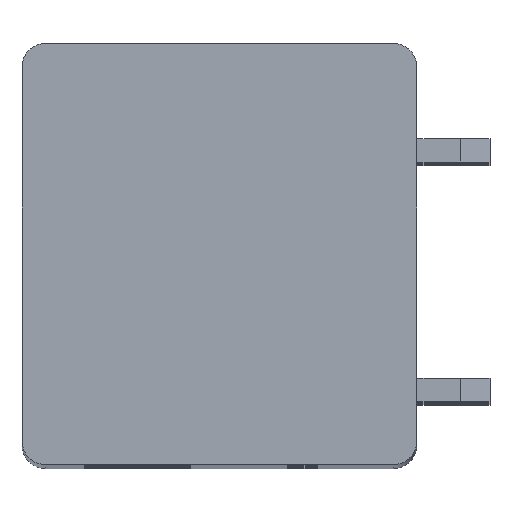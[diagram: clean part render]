
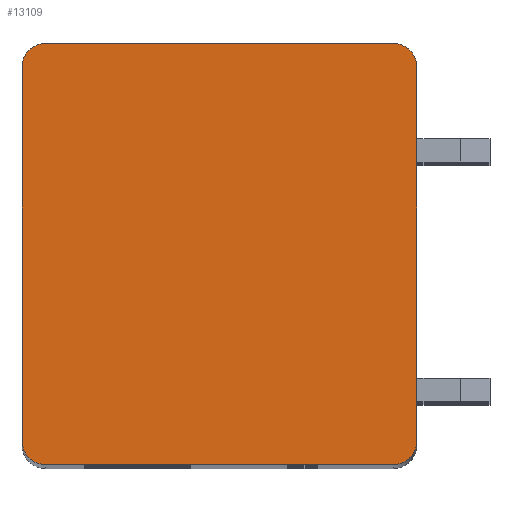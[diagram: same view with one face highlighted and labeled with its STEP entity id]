
A CAD part, top view. The second image highlights one B-rep face of the part: STEP entity #13109.
In plain terms, the highlighted planar face has unit normal (0, 0, 1).
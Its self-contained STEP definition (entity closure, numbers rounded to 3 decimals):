
#2020=CARTESIAN_POINT('',(-5.95,6.4,2.5));
#2021=DIRECTION('',(0.,0.,1.));
#2022=DIRECTION('',(0.,1.,0.));
#2023=AXIS2_PLACEMENT_3D('',#2020,#2021,#2022);
#2025=DIRECTION('',(-1.,0.,0.));
#2026=VECTOR('',#2025,11.9);
#2027=CARTESIAN_POINT('',(5.95,7.2,2.5));
#2028=LINE('',#2027,#2026);
#2029=CARTESIAN_POINT('',(5.95,6.4,2.5));
#2030=DIRECTION('',(0.,0.,1.));
#2031=DIRECTION('',(1.,0.,0.));
#2032=AXIS2_PLACEMENT_3D('',#2029,#2030,#2031);
#2034=DIRECTION('',(0.,1.,0.));
#2035=VECTOR('',#2034,12.8);
#2036=CARTESIAN_POINT('',(6.75,-6.4,2.5));
#2037=LINE('',#2036,#2035);
#2038=CARTESIAN_POINT('',(5.95,-6.4,2.5));
#2039=DIRECTION('',(0.,0.,1.));
#2040=DIRECTION('',(0.,-1.,0.));
#2041=AXIS2_PLACEMENT_3D('',#2038,#2039,#2040);
#2043=DIRECTION('',(1.,0.,0.));
#2044=VECTOR('',#2043,11.9);
#2045=CARTESIAN_POINT('',(-5.95,-7.2,2.5));
#2046=LINE('',#2045,#2044);
#2047=CARTESIAN_POINT('',(-5.95,-6.4,2.5));
#2048=DIRECTION('',(0.,0.,1.));
#2049=DIRECTION('',(-1.,0.,0.));
#2050=AXIS2_PLACEMENT_3D('',#2047,#2048,#2049);
#2052=DIRECTION('',(0.,-1.,0.));
#2053=VECTOR('',#2052,12.8);
#2054=CARTESIAN_POINT('',(-6.75,6.4,2.5));
#2055=LINE('',#2054,#2053);
#9470=CARTESIAN_POINT('',(-5.95,7.2,2.5));
#9471=VERTEX_POINT('',#9470);
#9472=CARTESIAN_POINT('',(-6.75,6.4,2.5));
#9473=VERTEX_POINT('',#9472);
#9478=CARTESIAN_POINT('',(6.75,6.4,2.5));
#9479=VERTEX_POINT('',#9478);
#9480=CARTESIAN_POINT('',(5.95,7.2,2.5));
#9481=VERTEX_POINT('',#9480);
#9486=CARTESIAN_POINT('',(-6.75,-6.4,2.5));
#9487=VERTEX_POINT('',#9486);
#9488=CARTESIAN_POINT('',(-5.95,-7.2,2.5));
#9489=VERTEX_POINT('',#9488);
#9494=CARTESIAN_POINT('',(5.95,-7.2,2.5));
#9495=VERTEX_POINT('',#9494);
#9496=CARTESIAN_POINT('',(6.75,-6.4,2.5));
#9497=VERTEX_POINT('',#9496);
#13094=CARTESIAN_POINT('',(0.,0.,2.5));
#13095=DIRECTION('',(0.,0.,1.));
#13096=DIRECTION('',(1.,0.,0.));
#13097=AXIS2_PLACEMENT_3D('',#13094,#13095,#13096);
#13098=PLANE('',#13097);
#13099=ORIENTED_EDGE('',*,*,#11910,.F.);
#13100=ORIENTED_EDGE('',*,*,#11926,.F.);
#13101=ORIENTED_EDGE('',*,*,#12299,.F.);
#13102=ORIENTED_EDGE('',*,*,#12314,.F.);
#13103=ORIENTED_EDGE('',*,*,#12627,.F.);
#13104=ORIENTED_EDGE('',*,*,#12640,.F.);
#13105=ORIENTED_EDGE('',*,*,#13075,.F.);
#13106=ORIENTED_EDGE('',*,*,#13087,.F.);
#13107=EDGE_LOOP('',(#13099,#13100,#13101,#13102,#13103,#13104,#13105,#13106));
#13108=FACE_OUTER_BOUND('',#13107,.F.);
#2024=CIRCLE('',#2023,0.8);
#2033=CIRCLE('',#2032,0.8);
#2042=CIRCLE('',#2041,0.8);
#2051=CIRCLE('',#2050,0.8);
#11910=EDGE_CURVE('',#9471,#9473,#2024,.T.);
#11926=EDGE_CURVE('',#9481,#9471,#2028,.T.);
#12299=EDGE_CURVE('',#9479,#9481,#2033,.T.);
#12314=EDGE_CURVE('',#9497,#9479,#2037,.T.);
#12627=EDGE_CURVE('',#9495,#9497,#2042,.T.);
#12640=EDGE_CURVE('',#9489,#9495,#2046,.T.);
#13075=EDGE_CURVE('',#9487,#9489,#2051,.T.);
#13087=EDGE_CURVE('',#9473,#9487,#2055,.T.);
#13109=ADVANCED_FACE('',(#13108),#13098,.T.);
